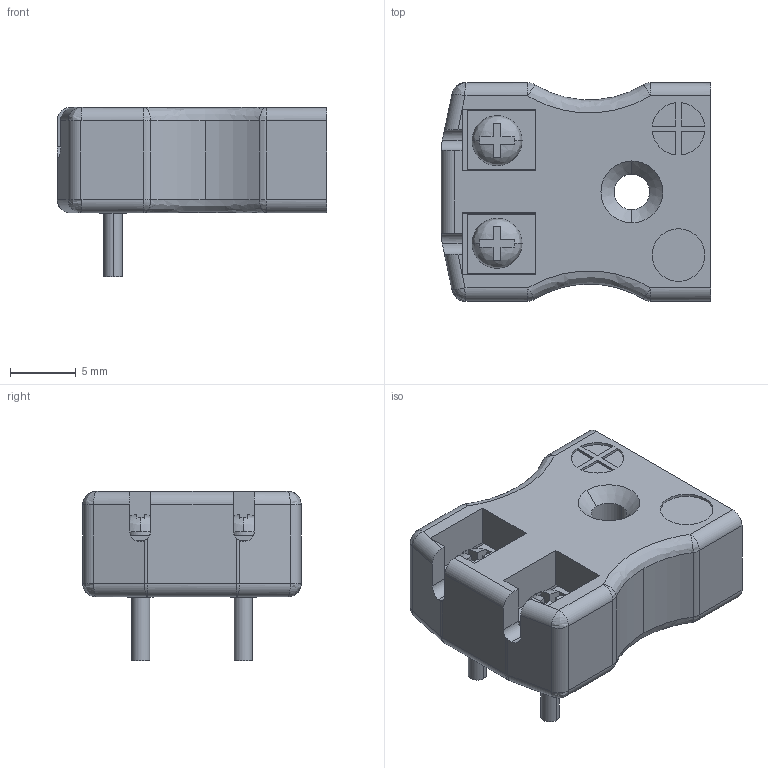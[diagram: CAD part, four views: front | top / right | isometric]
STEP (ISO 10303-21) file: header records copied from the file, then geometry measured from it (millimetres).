
FILE_DESCRIPTION (( 'STEP AP214' ), '1' );
FILE_NAME ('LABFACILITY.STEP', '2024-09-12T06:53:22', ( '' ), ( '' ), 'SwSTEP 2.0', 'SolidWorks 2024', '' );
FILE_SCHEMA (( 'AUTOMOTIVE_DESIGN' ));
Length unit declared in the file: millimetre
Products named in the file (6): TopBlade; Screw; LABFACILITY; M2-Ãƒâ€°crou; BottomBlade; Body
Assembly tree (9 placements, depth 2):
  LABFACILITY
    Body
    BottomBlade  x2
    Screw  x2
    M2-Ãƒâ€°crou  x2
    TopBlade  x2
Bounding box: 20.51 x 16.6 x 12.85 mm (x, y, z)
Volume: 2144.3 mm3; surface area: 2686.8 mm2
Topology: 9 solids, 9 shells, 318 faces, 799 edges, 492 vertices
Faces by surface type: plane 181, cylinder 75, cone 40, bspline 22
Entity records: 8539 total; most frequent: CARTESIAN_POINT 2800, ORIENTED_EDGE 1194, DIRECTION 1087, EDGE_CURVE 597, LINE 395, VECTOR 395, VERTEX_POINT 372, AXIS2_PLACEMENT_3D 346
